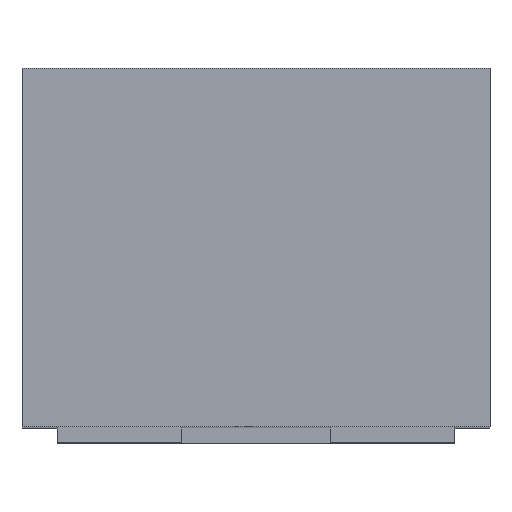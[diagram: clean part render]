
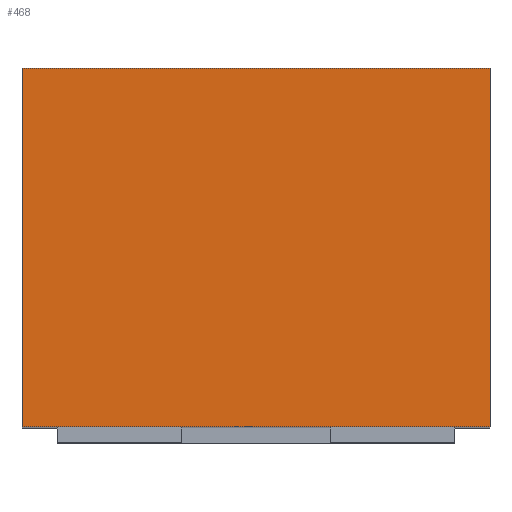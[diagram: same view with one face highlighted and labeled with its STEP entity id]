
A CAD part, top view. The second image highlights one B-rep face of the part: STEP entity #468.
In plain terms, the highlighted planar face has unit normal (0, 0, 1).
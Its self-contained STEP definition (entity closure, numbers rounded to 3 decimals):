
#3 = EDGE_CURVE ( 'NONE', #577, #439, #501, .T. ) ;
#14 = EDGE_CURVE ( 'NONE', #25, #577, #42, .T. ) ;
#25 = VERTEX_POINT ( 'NONE', #352 ) ;
#42 = LINE ( 'NONE', #330, #626 ) ;
#71 = DIRECTION ( 'NONE',  ( 0., 0., -1. ) ) ;
#74 = LINE ( 'NONE', #729, #393 ) ;
#86 = CARTESIAN_POINT ( 'NONE',  ( 0.3, 0.02, 0.5 ) ) ;
#104 = VECTOR ( 'NONE', #198, 1000. ) ;
#109 = EDGE_LOOP ( 'NONE', ( #291, #273, #399, #724 ) ) ;
#157 = DIRECTION ( 'NONE',  ( 1., 0., 0. ) ) ;
#167 = EDGE_CURVE ( 'NONE', #25, #731, #712, .T. ) ;
#172 = CARTESIAN_POINT ( 'NONE',  ( 0.3, 2.126, 0.5 ) ) ;
#198 = DIRECTION ( 'NONE',  ( 0., -1., 0. ) ) ;
#221 = EDGE_CURVE ( 'NONE', #731, #439, #74, .T. ) ;
#273 = ORIENTED_EDGE ( 'NONE', *, *, #167, .T. ) ;
#291 = ORIENTED_EDGE ( 'NONE', *, *, #14, .F. ) ;
#297 = CARTESIAN_POINT ( 'NONE',  ( -0.3, 2.126, 0.5 ) ) ;
#319 = DIRECTION ( 'NONE',  ( 1., 0., 0. ) ) ;
#330 = CARTESIAN_POINT ( 'NONE',  ( -0.3, 0.48, 0.5 ) ) ;
#340 = VECTOR ( 'NONE', #467, 1000. ) ;
#352 = CARTESIAN_POINT ( 'NONE',  ( -0.3, 0.48, 0.5 ) ) ;
#393 = VECTOR ( 'NONE', #319, 1000. ) ;
#399 = ORIENTED_EDGE ( 'NONE', *, *, #221, .T. ) ;
#427 = CARTESIAN_POINT ( 'NONE',  ( -0.3, 0.02, 0.5 ) ) ;
#439 = VERTEX_POINT ( 'NONE', #86 ) ;
#467 = DIRECTION ( 'NONE',  ( 0., -1., 0. ) ) ;
#468 = ADVANCED_FACE ( 'NONE', ( #602 ), #652, .F. ) ;
#485 = DIRECTION ( 'NONE',  ( -1., 0., 0. ) ) ;
#493 = CARTESIAN_POINT ( 'NONE',  ( -0.3, 2.126, 0.5 ) ) ;
#501 = LINE ( 'NONE', #172, #340 ) ;
#577 = VERTEX_POINT ( 'NONE', #582 ) ;
#582 = CARTESIAN_POINT ( 'NONE',  ( 0.3, 0.48, 0.5 ) ) ;
#602 = FACE_OUTER_BOUND ( 'NONE', #109, .T. ) ;
#626 = VECTOR ( 'NONE', #157, 1000. ) ;
#652 = PLANE ( 'NONE',  #686 ) ;
#686 = AXIS2_PLACEMENT_3D ( 'NONE', #297, #71, #485 ) ;
#712 = LINE ( 'NONE', #493, #104 ) ;
#724 = ORIENTED_EDGE ( 'NONE', *, *, #3, .F. ) ;
#729 = CARTESIAN_POINT ( 'NONE',  ( -0.3, 0.02, 0.5 ) ) ;
#731 = VERTEX_POINT ( 'NONE', #427 ) ;
